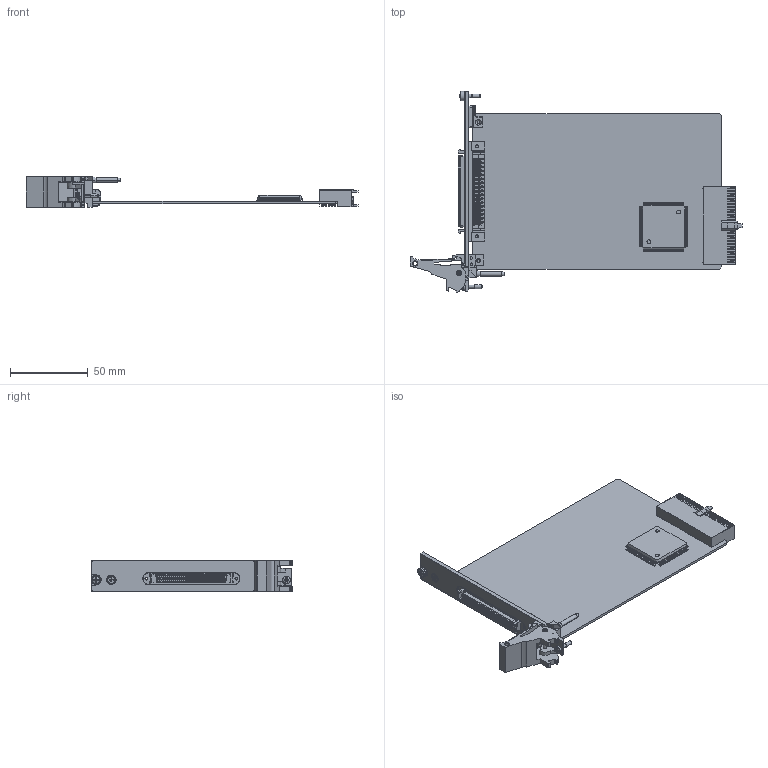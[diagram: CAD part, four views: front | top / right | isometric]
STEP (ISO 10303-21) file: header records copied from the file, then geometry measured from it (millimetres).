
FILE_DESCRIPTION (( 'STEP AP214' ), '1' );
FILE_NAME ('40-491-001 PXI Opto-Iso Digital I-O 32bit out 16bit in.step', '2024-04-30T14:29:37', ( '' ), ( '' ), 'SwSTEP 2.0', 'SolidWorks 2023', '' );
FILE_SCHEMA (( 'AUTOMOTIVE_DESIGN' ));
Length unit declared in the file: millimetre
Products named in the file (24): C-BP-015 PXI 3U x 1 Slot Blank Panel; C-FX-524 Screw, 2-56UNC x 0.1875in, Pan Hd, Pozi, A2 St Steel_ISO 7045 - M2.5 x 6 - Z --- 6N; L-FP-148-# Label for C-FP-148; C-FP-148 PXI 1-Slot SCSI 68 Way; C-FX-025 Pcb Mounting Bracket; C-FX-165 Handle Pin; A-FP-148 Front Panel C-FP-148 Assembly; C-CN-355 Compact pci connector 3; A-FP-148-L1 PXI 1-slot SCSI 68 WAY; C-IC-219 PCI Interface IC 32-bit 33MHz PCI Target; L-FP-148 Label Assy; P-FX-017 M2,5 Collar Posi-Slot Screw; C-FX-165 Handle Body; L-FX-165 PXI Handle Label; 40-491-001 PXI Opto-Iso Digital I-O 32bit out 16bit in; C-FX-042 Screw M2.5x6 CSK Pozi_M 2.5x06 - C-FX-042; C-FX-165 Handle Finger; C-BK-026 Bush Front Panel Mounting; Generic PCB assy; C-FX-101 Screw, M2.5 x 6, Pan Hd, Pozi, Steel, BZP; Z-PC-2031 Generic PCB for temporary rough PXI modules; C-CN-363 Connector female SCSI 68-pin; C-FX-165 CPCI Ejector Handle; Z-FX-2001 FP Fixing - Bush + Screw
Assembly tree (27 placements, depth 5):
  40-491-001 PXI Opto-Iso Digital I-O 32bit out 16bit in
    Generic PCB assy
      Z-PC-2031 Generic PCB for temporary rough PXI modules
      C-CN-355 Compact pci connector 3
      C-IC-219 PCI Interface IC 32-bit 33MHz PCI Target
    A-FP-148-L1 PXI 1-slot SCSI 68 WAY
      A-FP-148 Front Panel C-FP-148 Assembly
        C-FP-148 PXI 1-Slot SCSI 68 Way
          C-BP-015 PXI 3U x 1 Slot Blank Panel
        L-FP-148 Label Assy
          L-FP-148-# Label for C-FP-148
      Z-FX-2001 FP Fixing - Bush + Screw
        C-BK-026 Bush Front Panel Mounting
        P-FX-017 M2,5 Collar Posi-Slot Screw
      C-FX-165 CPCI Ejector Handle
        C-FX-165 Handle Body
        C-FX-165 Handle Finger
        C-FX-165 Handle Pin
        P-FX-017 M2,5 Collar Posi-Slot Screw
        L-FX-165 PXI Handle Label
      C-FX-025 Pcb Mounting Bracket
      C-FX-042 Screw M2.5x6 CSK Pozi_M 2.5x06 - C-FX-042
      C-FX-101 Screw, M2.5 x 6, Pan Hd, Pozi, Steel, BZP
    C-CN-363 Connector female SCSI 68-pin
    C-FX-101 Screw, M2.5 x 6, Pan Hd, Pozi, Steel, BZP  x2
    C-FX-524 Screw, 2-56UNC x 0.1875in, Pan Hd, Pozi, A2 St Steel_ISO 7045 - M2.5 x 6 - Z --- 6N  x2
Bounding box: 213.67 x 129.63 x 20 mm (x, y, z)
Volume: 53086.6 mm3; surface area: 70142.8 mm2
Topology: 93 solids, 120 shells, 7478 faces, 19569 edges, 12687 vertices
Faces by surface type: plane 5556, cylinder 1550, cone 247, torus 72, bspline 37, sphere 16
Entity records: 284914 total; most frequent: CARTESIAN_POINT 41113, ORIENTED_EDGE 37432, DIRECTION 35971, EDGE_CURVE 18718, VECTOR 15327, LINE 15327, VERTEX_POINT 12164, AXIS2_PLACEMENT_3D 10322
